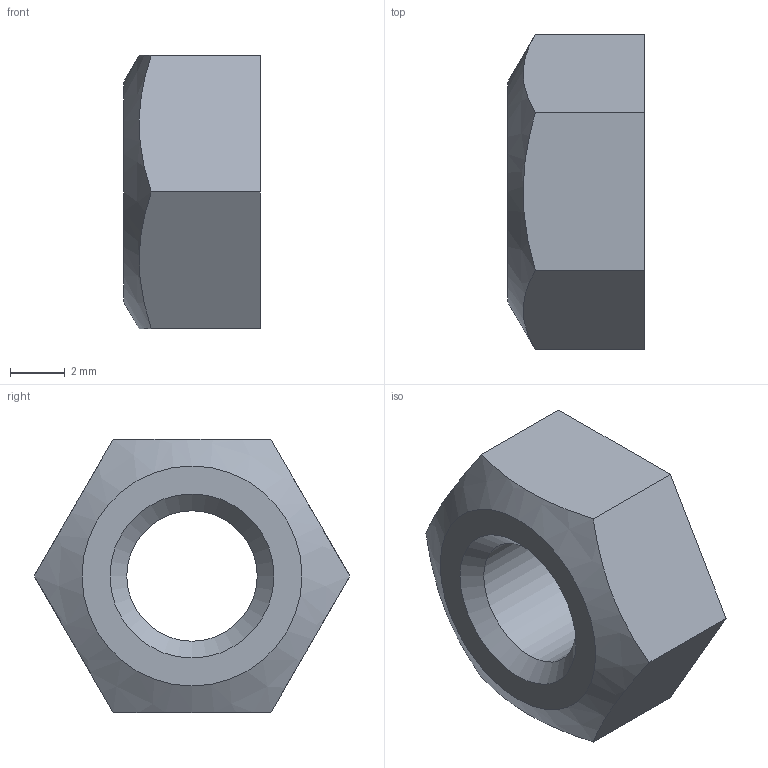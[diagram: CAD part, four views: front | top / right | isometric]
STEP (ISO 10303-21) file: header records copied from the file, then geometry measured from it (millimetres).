
FILE_DESCRIPTION(/* description */ ('STEP AP203'),/* implementation_level */ '2;1');
FILE_NAME(/* name */ 'CBTN6',/* time_stamp */ '2023-12-09T13:06:22+01:00',/* author */ ('License CC BY-ND 4.0'),/* organization */ ('CADENAS'),/* preprocessor_version */ 'ST-DEVELOPER v19.3',/* originating_system */ 'PARTsolutions',/* authorisation */ ' ');
FILE_SCHEMA (('CONFIG_CONTROL_DESIGN'));
Length unit declared in the file: millimetre
Products named in the file (1): CBTN6
Bounding box: 5 x 11.55 x 10 mm (x, y, z)
Volume: 323.8 mm3; surface area: 356.5 mm2
Topology: 1 solids, 1 shells, 12 faces, 28 edges, 18 vertices
Faces by surface type: plane 8, cone 3, cylinder 1
Full cylindrical faces by diameter (mm): 4.771 x1
Entity records: 358 total; most frequent: CARTESIAN_POINT 77, DIRECTION 48, ORIENTED_EDGE 46, EDGE_CURVE 23, EDGE_LOOP 18, FACE_BOUND 18, AXIS2_PLACEMENT_3D 18, VERTEX_POINT 17
